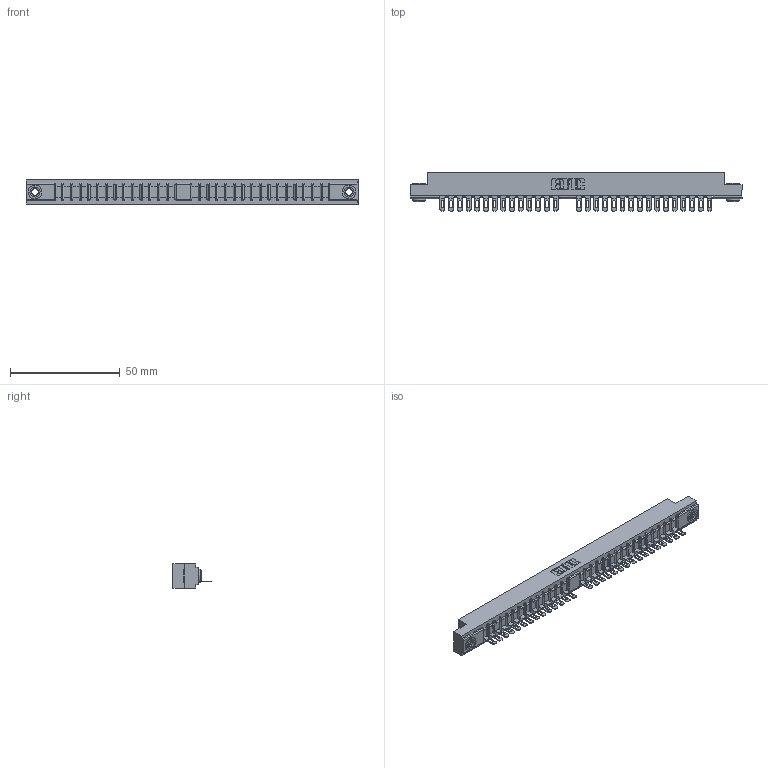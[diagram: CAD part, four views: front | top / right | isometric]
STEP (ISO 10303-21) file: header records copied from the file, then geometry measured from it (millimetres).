
FILE_DESCRIPTION (( 'STEP AP203' ), '1' );
FILE_NAME ('310-030-501-103.STEP', '2020-03-25T13:25:28', ( '' ), ( '' ), 'SwSTEP 2.0', 'SolidWorks 2016', '' );
FILE_SCHEMA (( 'CONFIG_CONTROL_DESIGN' ));
Length unit declared in the file: millimetre
Products named in the file (4): 310 Part_.116 Hex; 345-250-002_345-250-002-102; 310-030-501-103; 307-290-002_501
Assembly tree (33 placements, depth 2):
  310-030-501-103
    310 Part_.116 Hex
    307-290-002_501  x30
    345-250-002_345-250-002-102  x2
Bounding box: 151.21 x 17.37 x 10.97 mm (x, y, z)
Volume: 13129.1 mm3; surface area: 18866.9 mm2
Topology: 33 solids, 33 shells, 2498 faces, 7613 edges, 4982 vertices
Faces by surface type: plane 1428, cylinder 998, sphere 64, cone 8
Entity records: 29481 total; most frequent: CARTESIAN_POINT 4950, ORIENTED_EDGE 4930, DIRECTION 4835, EDGE_CURVE 2465, VECTOR 1877, LINE 1877, VERTEX_POINT 1594, AXIS2_PLACEMENT_3D 1479
